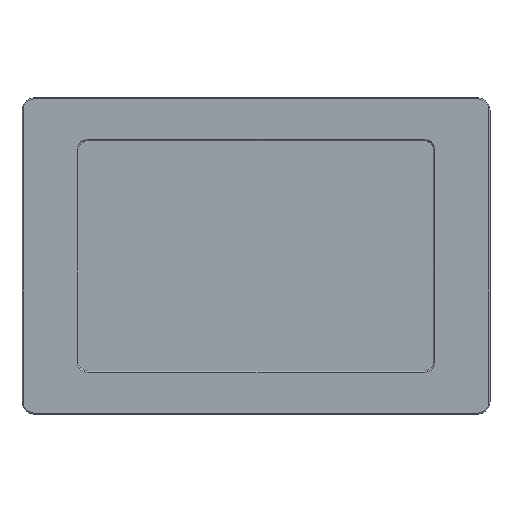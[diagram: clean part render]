
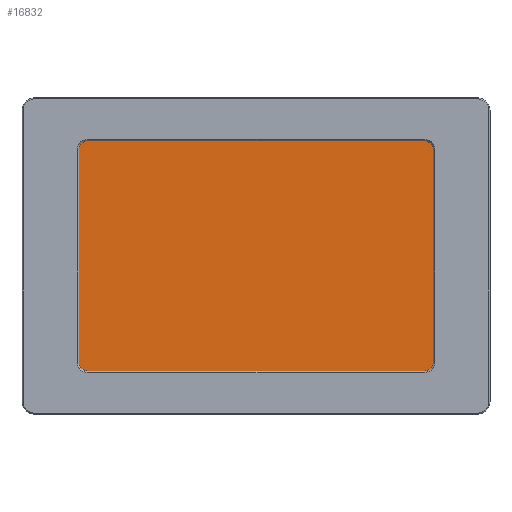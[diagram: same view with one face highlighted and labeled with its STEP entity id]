
A CAD part, top view. The second image highlights one B-rep face of the part: STEP entity #16832.
In plain terms, the highlighted planar face has unit normal (0, 0, 1).
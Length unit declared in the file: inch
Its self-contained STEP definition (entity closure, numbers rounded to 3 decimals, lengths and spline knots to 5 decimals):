
#124=PLANE('',#17886);
#1488=FACE_OUTER_BOUND('',#2444,.T.);
#2444=EDGE_LOOP('',(#12332,#12333,#12334,#12335,#12336,#12337,#12338,#12339));
#3285=CIRCLE('',#17887,0.2525);
#3286=CIRCLE('',#17888,0.2525);
#3287=CIRCLE('',#17889,0.2525);
#3288=CIRCLE('',#17890,0.2525);
#3813=LINE('',#32694,#5256);
#3814=LINE('',#32698,#5257);
#3815=LINE('',#32702,#5258);
#3816=LINE('',#32705,#5259);
#5256=VECTOR('',#19717,0.3937);
#5257=VECTOR('',#19720,0.3937);
#5258=VECTOR('',#19723,0.3937);
#5259=VECTOR('',#19726,0.3937);
#7385=VERTEX_POINT('',#32690);
#7386=VERTEX_POINT('',#32691);
#7387=VERTEX_POINT('',#32693);
#7388=VERTEX_POINT('',#32695);
#7389=VERTEX_POINT('',#32697);
#7390=VERTEX_POINT('',#32699);
#7391=VERTEX_POINT('',#32701);
#7392=VERTEX_POINT('',#32703);
#9211=EDGE_CURVE('',#7385,#7386,#3285,.T.);
#9212=EDGE_CURVE('',#7387,#7385,#3813,.T.);
#9213=EDGE_CURVE('',#7388,#7387,#3286,.T.);
#9214=EDGE_CURVE('',#7389,#7388,#3814,.T.);
#9215=EDGE_CURVE('',#7390,#7389,#3287,.T.);
#9216=EDGE_CURVE('',#7391,#7390,#3815,.T.);
#9217=EDGE_CURVE('',#7392,#7391,#3288,.T.);
#9218=EDGE_CURVE('',#7386,#7392,#3816,.T.);
#12332=ORIENTED_EDGE('',*,*,#9211,.F.);
#12333=ORIENTED_EDGE('',*,*,#9212,.F.);
#12334=ORIENTED_EDGE('',*,*,#9213,.F.);
#12335=ORIENTED_EDGE('',*,*,#9214,.F.);
#12336=ORIENTED_EDGE('',*,*,#9215,.F.);
#12337=ORIENTED_EDGE('',*,*,#9216,.F.);
#12338=ORIENTED_EDGE('',*,*,#9217,.F.);
#12339=ORIENTED_EDGE('',*,*,#9218,.F.);
#16832=ADVANCED_FACE('',(#1488),#124,.T.);
#17886=AXIS2_PLACEMENT_3D('',#32689,#19713,#19714);
#17887=AXIS2_PLACEMENT_3D('',#32692,#19715,#19716);
#17888=AXIS2_PLACEMENT_3D('',#32696,#19718,#19719);
#17889=AXIS2_PLACEMENT_3D('',#32700,#19721,#19722);
#17890=AXIS2_PLACEMENT_3D('',#32704,#19724,#19725);
#19713=DIRECTION('center_axis',(0.,0.,
1.));
#19714=DIRECTION('ref_axis',(1.,0.,0.));
#19715=DIRECTION('center_axis',(0.,0.,
-1.));
#19716=DIRECTION('ref_axis',(0.,1.,0.));
#19717=DIRECTION('',(0.,-1.,0.));
#19718=DIRECTION('center_axis',(0.,0.,
-1.));
#19719=DIRECTION('ref_axis',(-1.,0.,0.));
#19720=DIRECTION('',(1.,0.,0.));
#19721=DIRECTION('center_axis',(0.,0.,
-1.));
#19722=DIRECTION('ref_axis',(0.,-1.,0.));
#19723=DIRECTION('',(0.,1.,0.));
#19724=DIRECTION('center_axis',(0.,0.,
-1.));
#19725=DIRECTION('ref_axis',(1.,0.,0.));
#19726=DIRECTION('',(-1.,0.,0.));
#32689=CARTESIAN_POINT('Origin',(5.67438,4.43721,0.57175));
#32690=CARTESIAN_POINT('',(10.52188,1.4675,0.57175));
#32691=CARTESIAN_POINT('',(10.26938,1.215,0.57175));
#32692=CARTESIAN_POINT('Origin',(10.26938,1.4675,0.57175));
#32693=CARTESIAN_POINT('',(10.52188,7.4225,0.57175));
#32694=CARTESIAN_POINT('',(10.52188,5.92985,0.57175));
#32695=CARTESIAN_POINT('',(10.26938,7.675,0.57175));
#32696=CARTESIAN_POINT('Origin',(10.26938,7.4225,0.57175));
#32697=CARTESIAN_POINT('',(0.82638,7.675,0.57175));
#32698=CARTESIAN_POINT('',(3.25038,7.675,0.57175));
#32699=CARTESIAN_POINT('',(0.57388,7.4225,0.57175));
#32700=CARTESIAN_POINT('Origin',(0.82638,7.4225,0.57175));
#32701=CARTESIAN_POINT('',(0.57388,1.4675,0.57175));
#32702=CARTESIAN_POINT('',(0.57388,2.95235,0.57175));
#32703=CARTESIAN_POINT('',(0.82638,1.215,0.57175));
#32704=CARTESIAN_POINT('Origin',(0.82638,1.4675,0.57175));
#32705=CARTESIAN_POINT('',(7.97188,1.215,0.57175));
